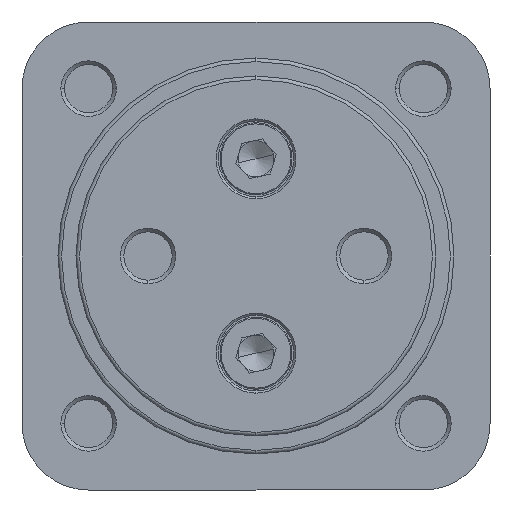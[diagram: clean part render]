
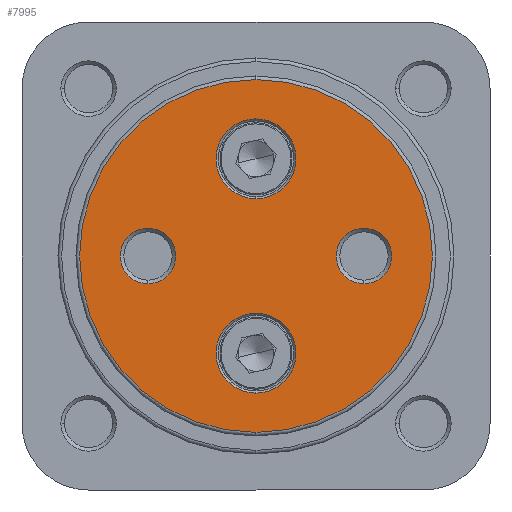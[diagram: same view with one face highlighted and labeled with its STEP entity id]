
A CAD part, left-side view. The second image highlights one B-rep face of the part: STEP entity #7995.
In plain terms, the highlighted planar face has unit normal (-1, 0, 0).
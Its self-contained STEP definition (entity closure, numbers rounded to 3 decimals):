
#6 = DIRECTION ( 'NONE',  ( 0., 0., -1. ) ) ;
#7 = DIRECTION ( 'NONE',  ( 1., 0., 0. ) ) ;
#15 = CARTESIAN_POINT ( 'NONE',  ( 0., 15., 0. ) ) ;
#93 = DIRECTION ( 'NONE',  ( 0., 0., -1. ) ) ;
#94 = DIRECTION ( 'NONE',  ( -1., 0., 0. ) ) ;
#95 = CARTESIAN_POINT ( 'NONE',  ( 0., 0., 0. ) ) ;
#300 = DIRECTION ( 'NONE',  ( 0., 0., -1. ) ) ;
#301 = DIRECTION ( 'NONE',  ( 1., 0., 0. ) ) ;
#304 = CARTESIAN_POINT ( 'NONE',  ( 0., 0., -13.5 ) ) ;
#725 = DIRECTION ( 'NONE',  ( 0., 0., -1. ) ) ;
#726 = DIRECTION ( 'NONE',  ( 1., 0., 0. ) ) ;
#727 = CARTESIAN_POINT ( 'NONE',  ( 0., -15., 0. ) ) ;
#1312 = CARTESIAN_POINT ( 'NONE',  ( 0., 0., -7.95 ) ) ;
#1329 = CARTESIAN_POINT ( 'NONE',  ( 0., 0., -19.05 ) ) ;
#1420 = CARTESIAN_POINT ( 'NONE',  ( 0., 0., 7.95 ) ) ;
#1422 = CARTESIAN_POINT ( 'NONE',  ( 0., 0., 19.05 ) ) ;
#1447 = CARTESIAN_POINT ( 'NONE',  ( 0., 15., -3.85 ) ) ;
#1459 = CARTESIAN_POINT ( 'NONE',  ( 0., -15., -3.85 ) ) ;
#1463 = CARTESIAN_POINT ( 'NONE',  ( 0., -15., 3.85 ) ) ;
#1467 = CARTESIAN_POINT ( 'NONE',  ( 0., 0., 24.5 ) ) ;
#1468 = CARTESIAN_POINT ( 'NONE',  ( 0., 0., -24.5 ) ) ;
#1470 = CARTESIAN_POINT ( 'NONE',  ( 0., 15., 3.85 ) ) ;
#2203 = CARTESIAN_POINT ( 'NONE',  ( 0., 0., 0. ) ) ;
#2208 = PLANE ( 'NONE',  #7337 ) ;
#2211 = DIRECTION ( 'NONE',  ( 1., 0., 0. ) ) ;
#2212 = DIRECTION ( 'NONE',  ( 0., 0., -1. ) ) ;
#2715 = EDGE_CURVE ( 'NONE', #7118, #7116, #7713, .T. ) ;
#3168 = AXIS2_PLACEMENT_3D ( 'NONE', #15, #7, #6 ) ;
#3215 = AXIS2_PLACEMENT_3D ( 'NONE', #95, #94, #93 ) ;
#3302 = AXIS2_PLACEMENT_3D ( 'NONE', #304, #301, #300 ) ;
#3500 = AXIS2_PLACEMENT_3D ( 'NONE', #727, #726, #725 ) ;
#3698 = AXIS2_PLACEMENT_3D ( 'NONE', #4504, #4503, #4502 ) ;
#3702 = AXIS2_PLACEMENT_3D ( 'NONE', #5139, #4522, #4521 ) ;
#3707 = AXIS2_PLACEMENT_3D ( 'NONE', #5167, #5145, #5144 ) ;
#3709 = AXIS2_PLACEMENT_3D ( 'NONE', #5154, #5149, #5146 ) ;
#3710 = AXIS2_PLACEMENT_3D ( 'NONE', #5175, #5160, #5159 ) ;
#3738 = AXIS2_PLACEMENT_3D ( 'NONE', #6647, #6633, #6632 ) ;
#3793 = EDGE_CURVE ( 'NONE', #7166, #7172, #7821, .T. ) ;
#3797 = EDGE_CURVE ( 'NONE', #7116, #7118, #7828, .T. ) ;
#3798 = EDGE_CURVE ( 'NONE', #7008, #6989, #7830, .T. ) ;
#3804 = EDGE_CURVE ( 'NONE', #7153, #7182, #7836, .T. ) ;
#3812 = EDGE_CURVE ( 'NONE', #7179, #7178, #7846, .T. ) ;
#3975 = EDGE_CURVE ( 'NONE', #7172, #7166, #4700, .T. ) ;
#4163 = ORIENTED_EDGE ( 'NONE', *, *, #3797, .T. ) ;
#4164 = ORIENTED_EDGE ( 'NONE', *, *, #3975, .T. ) ;
#4185 = ORIENTED_EDGE ( 'NONE', *, *, #3804, .T. ) ;
#4186 = ORIENTED_EDGE ( 'NONE', *, *, #3793, .T. ) ;
#4277 = ORIENTED_EDGE ( 'NONE', *, *, #3798, .T. ) ;
#4280 = ORIENTED_EDGE ( 'NONE', *, *, #5388, .T. ) ;
#4281 = ORIENTED_EDGE ( 'NONE', *, *, #3812, .T. ) ;
#4295 = ORIENTED_EDGE ( 'NONE', *, *, #2715, .T. ) ;
#4306 = ORIENTED_EDGE ( 'NONE', *, *, #5314, .T. ) ;
#4309 = ORIENTED_EDGE ( 'NONE', *, *, #5417, .T. ) ;
#4502 = DIRECTION ( 'NONE',  ( 0., 0., -1. ) ) ;
#4503 = DIRECTION ( 'NONE',  ( -1., 0., 0. ) ) ;
#4504 = CARTESIAN_POINT ( 'NONE',  ( 0., 0., 0. ) ) ;
#4521 = DIRECTION ( 'NONE',  ( 0., 0., -1. ) ) ;
#4522 = DIRECTION ( 'NONE',  ( 1., 0., 0. ) ) ;
#4700 = CIRCLE ( 'NONE', #3500, 3.85 ) ;
#5003 = CIRCLE ( 'NONE', #3302, 5.55 ) ;
#5139 = CARTESIAN_POINT ( 'NONE',  ( 0., 15., 0. ) ) ;
#5144 = DIRECTION ( 'NONE',  ( 0., 0., -1. ) ) ;
#5145 = DIRECTION ( 'NONE',  ( 1., 0., 0. ) ) ;
#5146 = DIRECTION ( 'NONE',  ( 0., 0., -1. ) ) ;
#5149 = DIRECTION ( 'NONE',  ( 1., 0., 0. ) ) ;
#5154 = CARTESIAN_POINT ( 'NONE',  ( 0., 0., 13.5 ) ) ;
#5159 = DIRECTION ( 'NONE',  ( 0., 0., -1. ) ) ;
#5160 = DIRECTION ( 'NONE',  ( 1., 0., 0. ) ) ;
#5167 = CARTESIAN_POINT ( 'NONE',  ( 0., 0., -13.5 ) ) ;
#5175 = CARTESIAN_POINT ( 'NONE',  ( 0., -15., 0. ) ) ;
#5314 = EDGE_CURVE ( 'NONE', #6989, #7008, #5003, .T. ) ;
#5388 = EDGE_CURVE ( 'NONE', #7178, #7179, #5975, .T. ) ;
#5417 = EDGE_CURVE ( 'NONE', #7182, #7153, #6024, .T. ) ;
#5975 = CIRCLE ( 'NONE', #3215, 24.5 ) ;
#6024 = CIRCLE ( 'NONE', #3168, 3.85 ) ;
#6358 = FACE_BOUND ( 'NONE', #7617, .T. ) ;
#6359 = FACE_OUTER_BOUND ( 'NONE', #7476, .T. ) ;
#6363 = FACE_BOUND ( 'NONE', #7464, .T. ) ;
#6365 = FACE_BOUND ( 'NONE', #7549, .T. ) ;
#6367 = FACE_BOUND ( 'NONE', #7533, .T. ) ;
#6632 = DIRECTION ( 'NONE',  ( 0., 0., -1. ) ) ;
#6633 = DIRECTION ( 'NONE',  ( 1., 0., 0. ) ) ;
#6647 = CARTESIAN_POINT ( 'NONE',  ( 0., 0., 13.5 ) ) ;
#6989 = VERTEX_POINT ( 'NONE', #1312 ) ;
#7008 = VERTEX_POINT ( 'NONE', #1329 ) ;
#7116 = VERTEX_POINT ( 'NONE', #1420 ) ;
#7118 = VERTEX_POINT ( 'NONE', #1422 ) ;
#7153 = VERTEX_POINT ( 'NONE', #1447 ) ;
#7166 = VERTEX_POINT ( 'NONE', #1459 ) ;
#7172 = VERTEX_POINT ( 'NONE', #1463 ) ;
#7178 = VERTEX_POINT ( 'NONE', #1467 ) ;
#7179 = VERTEX_POINT ( 'NONE', #1468 ) ;
#7182 = VERTEX_POINT ( 'NONE', #1470 ) ;
#7337 = AXIS2_PLACEMENT_3D ( 'NONE', #2203, #2211, #2212 ) ;
#7464 = EDGE_LOOP ( 'NONE', ( #4306, #4277 ) ) ;
#7476 = EDGE_LOOP ( 'NONE', ( #4281, #4280 ) ) ;
#7533 = EDGE_LOOP ( 'NONE', ( #4164, #4186 ) ) ;
#7549 = EDGE_LOOP ( 'NONE', ( #4295, #4163 ) ) ;
#7617 = EDGE_LOOP ( 'NONE', ( #4309, #4185 ) ) ;
#7713 = CIRCLE ( 'NONE', #3738, 5.55 ) ;
#7821 = CIRCLE ( 'NONE', #3710, 3.85 ) ;
#7828 = CIRCLE ( 'NONE', #3709, 5.55 ) ;
#7830 = CIRCLE ( 'NONE', #3707, 5.55 ) ;
#7836 = CIRCLE ( 'NONE', #3702, 3.85 ) ;
#7846 = CIRCLE ( 'NONE', #3698, 24.5 ) ;
#7995 = ADVANCED_FACE ( 'NONE', ( #6359, #6363, #6365, #6367, #6358 ), #2208, .F. ) ;
